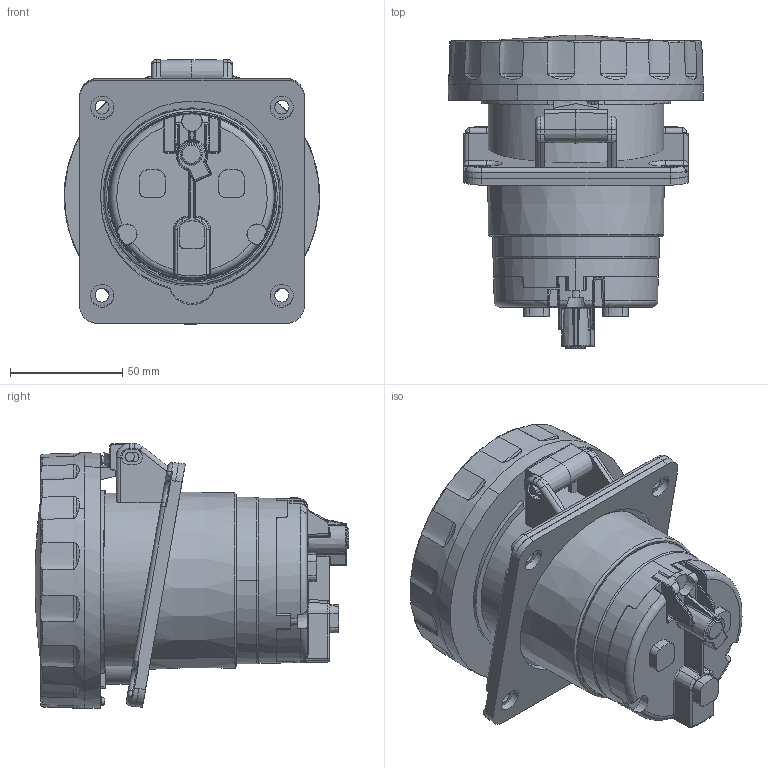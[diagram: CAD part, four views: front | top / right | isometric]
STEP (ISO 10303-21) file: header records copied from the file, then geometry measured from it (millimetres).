
FILE_DESCRIPTION((''),'2;1');
FILE_NAME('GW63249H_SW0001','2020-05-21T22:32:43',('user'),('Technoprobe spa'),'CREO PARAMETRIC BY PTC INC, 2019471','CREO PARAMETRIC BY PTC INC, 2019471','');
FILE_SCHEMA(('CONFIG_CONTROL_DESIGN'));
Length unit declared in the file: millimetre
Products named in the file (1): GW63249H_SW0001
Bounding box: 113.6 x 139.6 x 117.89 mm (x, y, z)
Volume: 718934.5 mm3; surface area: 84901.9 mm2
Topology: 1 solids, 2 shells, 629 faces, 1666 edges, 1011 vertices
Faces by surface type: plane 178, cylinder 158, bspline 127, cone 67, torus 63, sphere 28, extrusion 8
Entity records: 28311 total; most frequent: CARTESIAN_POINT 13785, ORIENTED_EDGE 3244, DIRECTION 2749, EDGE_CURVE 1622, AXIS2_PLACEMENT_3D 1110, VERTEX_POINT 1011, EDGE_LOOP 663, FACE_OUTER_BOUND 629
